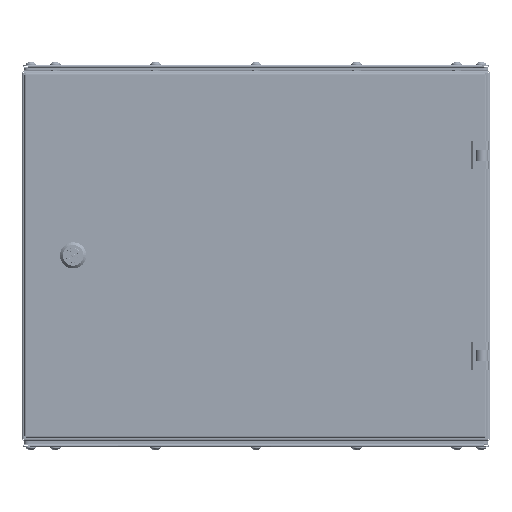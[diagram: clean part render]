
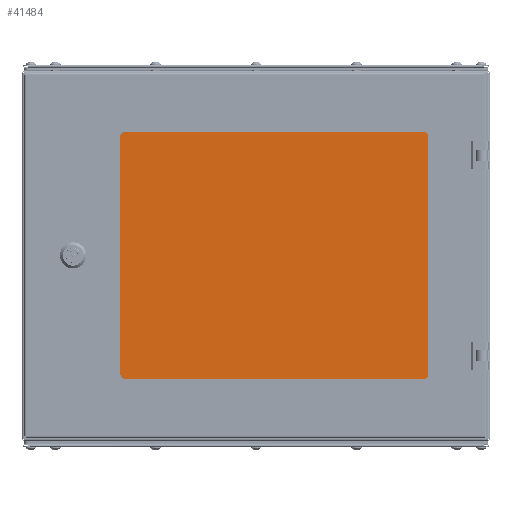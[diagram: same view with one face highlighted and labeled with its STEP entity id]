
A CAD part, top view. The second image highlights one B-rep face of the part: STEP entity #41484.
In plain terms, the highlighted planar face has unit normal (0, 0, 1).
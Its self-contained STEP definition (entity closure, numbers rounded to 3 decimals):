
#489 = CIRCLE ( 'NONE', #15999, 10. ) ;
#8649 = CARTESIAN_POINT ( 'NONE',  ( 177.75, 135.5, 4. ) ) ;
#9169 = DIRECTION ( 'NONE',  ( 0., 0., 1. ) ) ;
#9523 = EDGE_CURVE ( 'NONE', #73886, #45226, #65748, .T. ) ;
#9646 = LINE ( 'NONE', #49358, #79344 ) ;
#11672 = DIRECTION ( 'NONE',  ( -1., 0., 0. ) ) ;
#11978 = DIRECTION ( 'NONE',  ( 0., -1., 0. ) ) ;
#12122 = CARTESIAN_POINT ( 'NONE',  ( -177.75, 145.5, 4. ) ) ;
#13874 = EDGE_CURVE ( 'NONE', #33954, #85794, #31704, .T. ) ;
#14044 = ORIENTED_EDGE ( 'NONE', *, *, #17528, .T. ) ;
#14596 = CARTESIAN_POINT ( 'NONE',  ( 167.75, -145.5, 4. ) ) ;
#15999 = AXIS2_PLACEMENT_3D ( 'NONE', #29995, #21661, #35320 ) ;
#16178 = ORIENTED_EDGE ( 'NONE', *, *, #27520, .T. ) ;
#17528 = EDGE_CURVE ( 'NONE', #85794, #45793, #17841, .T. ) ;
#17841 = LINE ( 'NONE', #12122, #42648 ) ;
#21661 = DIRECTION ( 'NONE',  ( 0., 0., 1. ) ) ;
#22259 = CARTESIAN_POINT ( 'NONE',  ( -177.75, -145.5, 4. ) ) ;
#24371 = DIRECTION ( 'NONE',  ( -1., 0., 0. ) ) ;
#25726 = ORIENTED_EDGE ( 'NONE', *, *, #13874, .T. ) ;
#26445 = CARTESIAN_POINT ( 'NONE',  ( 177.75, -135.5, 4. ) ) ;
#27507 = AXIS2_PLACEMENT_3D ( 'NONE', #83731, #37862, #70064 ) ;
#27520 = EDGE_CURVE ( 'NONE', #80561, #33372, #68879, .T. ) ;
#27577 = ORIENTED_EDGE ( 'NONE', *, *, #30126, .T. ) ;
#28030 = CIRCLE ( 'NONE', #82918, 10. ) ;
#29995 = CARTESIAN_POINT ( 'NONE',  ( -167.75, 135.5, 4. ) ) ;
#30126 = EDGE_CURVE ( 'NONE', #45226, #86899, #28030, .T. ) ;
#31704 = CIRCLE ( 'NONE', #27507, 10. ) ;
#33372 = VERTEX_POINT ( 'NONE', #26445 ) ;
#33954 = VERTEX_POINT ( 'NONE', #8649 ) ;
#35320 = DIRECTION ( 'NONE',  ( -1., 0., 0. ) ) ;
#36362 = ORIENTED_EDGE ( 'NONE', *, *, #9523, .T. ) ;
#37862 = DIRECTION ( 'NONE',  ( 0., 0., 1. ) ) ;
#37983 = CARTESIAN_POINT ( 'NONE',  ( -177.75, -145.5, 4. ) ) ;
#38579 = EDGE_CURVE ( 'NONE', #33372, #33954, #9646, .T. ) ;
#39341 = FACE_OUTER_BOUND ( 'NONE', #50974, .T. ) ;
#41313 = CARTESIAN_POINT ( 'NONE',  ( 167.75, 145.5, 4. ) ) ;
#41484 = ADVANCED_FACE ( 'NONE', ( #39341 ), #66222, .F. ) ;
#42648 = VECTOR ( 'NONE', #11672, 1000. ) ;
#43309 = CARTESIAN_POINT ( 'NONE',  ( -177.75, -135.5, 4. ) ) ;
#44208 = DIRECTION ( 'NONE',  ( 0., 0., -1. ) ) ;
#45226 = VERTEX_POINT ( 'NONE', #43309 ) ;
#45793 = VERTEX_POINT ( 'NONE', #51125 ) ;
#47077 = VECTOR ( 'NONE', #11978, 1000. ) ;
#47744 = AXIS2_PLACEMENT_3D ( 'NONE', #69563, #9169, #56345 ) ;
#49358 = CARTESIAN_POINT ( 'NONE',  ( 177.75, -145.5, 4. ) ) ;
#50974 = EDGE_LOOP ( 'NONE', ( #59124, #16178, #81463, #25726, #14044, #68646, #36362, #27577 ) ) ;
#51125 = CARTESIAN_POINT ( 'NONE',  ( -167.75, 145.5, 4. ) ) ;
#51512 = EDGE_CURVE ( 'NONE', #86899, #80561, #67642, .T. ) ;
#55765 = DIRECTION ( 'NONE',  ( 1., 0., 0. ) ) ;
#56345 = DIRECTION ( 'NONE',  ( -1., 0., 0. ) ) ;
#57017 = EDGE_CURVE ( 'NONE', #45793, #73886, #489, .T. ) ;
#58049 = DIRECTION ( 'NONE',  ( -1., 0., 0. ) ) ;
#59124 = ORIENTED_EDGE ( 'NONE', *, *, #51512, .T. ) ;
#64961 = CARTESIAN_POINT ( 'NONE',  ( -177.75, 135.5, 4. ) ) ;
#65748 = LINE ( 'NONE', #37983, #47077 ) ;
#66222 = PLANE ( 'NONE',  #67874 ) ;
#67642 = LINE ( 'NONE', #22259, #68524 ) ;
#67874 = AXIS2_PLACEMENT_3D ( 'NONE', #71972, #44208, #24371 ) ;
#68524 = VECTOR ( 'NONE', #55765, 1000. ) ;
#68646 = ORIENTED_EDGE ( 'NONE', *, *, #57017, .T. ) ;
#68879 = CIRCLE ( 'NONE', #47744, 10. ) ;
#69563 = CARTESIAN_POINT ( 'NONE',  ( 167.75, -135.5, 4. ) ) ;
#70064 = DIRECTION ( 'NONE',  ( -1., 0., 0. ) ) ;
#70467 = DIRECTION ( 'NONE',  ( 0., 1., 0. ) ) ;
#71972 = CARTESIAN_POINT ( 'NONE',  ( 0., 0., 4. ) ) ;
#72168 = DIRECTION ( 'NONE',  ( 0., 0., 1. ) ) ;
#73045 = CARTESIAN_POINT ( 'NONE',  ( -167.75, -135.5, 4. ) ) ;
#73886 = VERTEX_POINT ( 'NONE', #64961 ) ;
#79344 = VECTOR ( 'NONE', #70467, 1000. ) ;
#80561 = VERTEX_POINT ( 'NONE', #14596 ) ;
#81463 = ORIENTED_EDGE ( 'NONE', *, *, #38579, .T. ) ;
#82918 = AXIS2_PLACEMENT_3D ( 'NONE', #73045, #72168, #58049 ) ;
#83731 = CARTESIAN_POINT ( 'NONE',  ( 167.75, 135.5, 4. ) ) ;
#85467 = CARTESIAN_POINT ( 'NONE',  ( -167.75, -145.5, 4. ) ) ;
#85794 = VERTEX_POINT ( 'NONE', #41313 ) ;
#86899 = VERTEX_POINT ( 'NONE', #85467 ) ;
